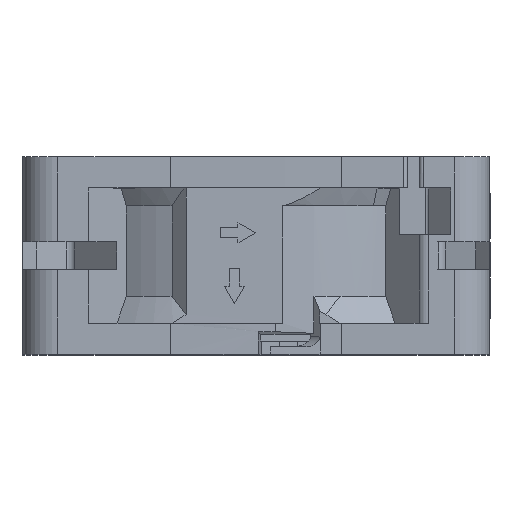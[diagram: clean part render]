
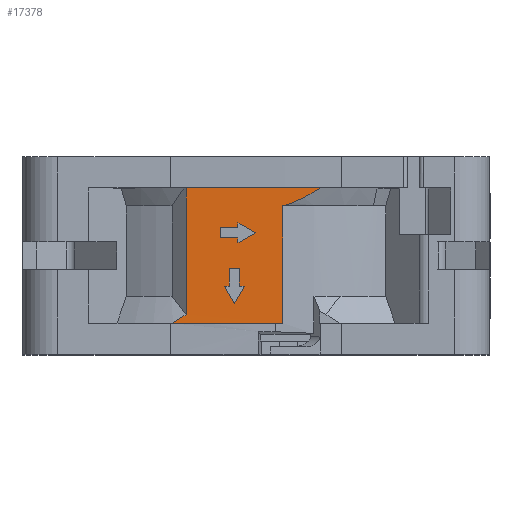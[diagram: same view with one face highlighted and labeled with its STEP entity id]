
A CAD part, top view. The second image highlights one B-rep face of the part: STEP entity #17378.
In plain terms, the highlighted planar face has unit normal (0, 0, 1).
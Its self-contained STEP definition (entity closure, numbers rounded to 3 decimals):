
#2287=DIRECTION('',(1.,0.,0.));
#2288=VECTOR('',#2287,14.182);
#2289=CARTESIAN_POINT('',(-10.715,4.,30.002));
#2290=LINE('',#2289,#2288);
#2301=CARTESIAN_POINT('',(8.274,21.4,30.));
#2302=CARTESIAN_POINT('',(7.739,21.043,30.));
#2303=CARTESIAN_POINT('',(6.672,20.395,30.));
#2304=CARTESIAN_POINT('',(5.085,19.628,30.));
#2305=CARTESIAN_POINT('',(4.01,19.246,30.));
#2306=CARTESIAN_POINT('',(3.47,19.09,30.));
#2308=CARTESIAN_POINT('',(-10.715,4.,30.002));
#2309=CARTESIAN_POINT('',(-10.536,4.126,30.002));
#2310=CARTESIAN_POINT('',(-10.172,4.379,29.999));
#2311=CARTESIAN_POINT('',(-9.604,4.754,30.));
#2312=CARTESIAN_POINT('',(-9.204,5.,30.));
#2313=CARTESIAN_POINT('',(-9.,5.123,30.));
#2315=DIRECTION('',(1.,0.,0.));
#2316=VECTOR('',#2315,17.274);
#2317=CARTESIAN_POINT('',(-9.,21.4,30.));
#2318=LINE('',#2317,#2316);
#2319=DIRECTION('',(-0.866,0.5,0.));
#2320=VECTOR('',#2319,2.557);
#2321=CARTESIAN_POINT('',(-0.102,15.626,30.));
#2322=LINE('',#2321,#2320);
#2323=DIRECTION('',(0.866,0.5,0.));
#2324=VECTOR('',#2323,2.557);
#2325=CARTESIAN_POINT('',(-2.317,14.347,30.));
#2326=LINE('',#2325,#2324);
#2327=DIRECTION('',(0.5,-0.866,0.));
#2328=VECTOR('',#2327,2.557);
#2329=CARTESIAN_POINT('',(-4.056,8.774,30.));
#2330=LINE('',#2329,#2328);
#2331=DIRECTION('',(0.5,0.866,0.));
#2332=VECTOR('',#2331,2.557);
#2333=CARTESIAN_POINT('',(-2.777,6.559,30.));
#2334=LINE('',#2333,#2332);
#2431=DIRECTION('',(0.,1.,0.));
#2432=VECTOR('',#2431,15.09);
#2433=CARTESIAN_POINT('',(3.467,4.,30.));
#2434=LINE('',#2433,#2432);
#2463=DIRECTION('',(0.,-1.,0.));
#2464=VECTOR('',#2463,16.277);
#2465=CARTESIAN_POINT('',(-9.,21.4,30.));
#2466=LINE('',#2465,#2464);
#2491=CARTESIAN_POINT('',(-9.,5.123,30.));
#6958=DIRECTION('',(0.,1.,0.));
#6959=VECTOR('',#6958,0.631);
#6960=CARTESIAN_POINT('',(-2.317,14.347,30.));
#6961=LINE('',#6960,#6959);
#6966=DIRECTION('',(-1.,0.,0.));
#6967=VECTOR('',#6966,2.266);
#6968=CARTESIAN_POINT('',(-2.317,14.978,30.));
#6969=LINE('',#6968,#6967);
#6974=DIRECTION('',(0.,1.,0.));
#6975=VECTOR('',#6974,1.296);
#6976=CARTESIAN_POINT('',(-4.583,14.978,30.));
#6977=LINE('',#6976,#6975);
#6982=DIRECTION('',(1.,0.,0.));
#6983=VECTOR('',#6982,2.266);
#6984=CARTESIAN_POINT('',(-4.583,16.274,30.));
#6985=LINE('',#6984,#6983);
#6990=DIRECTION('',(0.,1.,0.));
#6991=VECTOR('',#6990,0.631);
#6992=CARTESIAN_POINT('',(-2.317,16.274,30.));
#6993=LINE('',#6992,#6991);
#7026=DIRECTION('',(1.,0.,0.));
#7027=VECTOR('',#7026,0.631);
#7028=CARTESIAN_POINT('',(-4.056,8.774,30.));
#7029=LINE('',#7028,#7027);
#7034=DIRECTION('',(0.,1.,0.));
#7035=VECTOR('',#7034,2.266);
#7036=CARTESIAN_POINT('',(-3.425,8.774,30.));
#7037=LINE('',#7036,#7035);
#7042=DIRECTION('',(1.,0.,0.));
#7043=VECTOR('',#7042,1.296);
#7044=CARTESIAN_POINT('',(-3.425,11.04,30.));
#7045=LINE('',#7044,#7043);
#7050=DIRECTION('',(0.,-1.,0.));
#7051=VECTOR('',#7050,2.266);
#7052=CARTESIAN_POINT('',(-2.129,11.04,30.));
#7053=LINE('',#7052,#7051);
#7058=DIRECTION('',(1.,0.,0.));
#7059=VECTOR('',#7058,0.631);
#7060=CARTESIAN_POINT('',(-2.129,8.774,30.));
#7061=LINE('',#7060,#7059);
#11746=CARTESIAN_POINT('',(3.461,4.,30.001));
#11747=VERTEX_POINT('',#11746);
#11748=CARTESIAN_POINT('',(3.47,19.09,30.));
#11749=VERTEX_POINT('',#11748);
#12823=CARTESIAN_POINT('',(-10.715,4.,30.002));
#12824=VERTEX_POINT('',#12823);
#13196=VERTEX_POINT('',#2491);
#13199=CARTESIAN_POINT('',(-9.,21.4,30.));
#13200=VERTEX_POINT('',#13199);
#13202=VERTEX_POINT('',#2301);
#13203=CARTESIAN_POINT('',(-0.102,15.626,30.));
#13204=CARTESIAN_POINT('',(-2.317,16.905,30.));
#13205=VERTEX_POINT('',#13203);
#13206=VERTEX_POINT('',#13204);
#13207=CARTESIAN_POINT('',(-2.317,16.274,30.));
#13208=VERTEX_POINT('',#13207);
#13209=CARTESIAN_POINT('',(-4.583,16.274,30.));
#13210=VERTEX_POINT('',#13209);
#13211=CARTESIAN_POINT('',(-4.583,14.978,30.));
#13212=VERTEX_POINT('',#13211);
#13213=CARTESIAN_POINT('',(-2.317,14.978,30.));
#13214=VERTEX_POINT('',#13213);
#13215=CARTESIAN_POINT('',(-2.317,14.347,30.));
#13216=VERTEX_POINT('',#13215);
#13217=CARTESIAN_POINT('',(-4.056,8.774,30.));
#13218=CARTESIAN_POINT('',(-3.425,8.774,30.));
#13219=VERTEX_POINT('',#13217);
#13220=VERTEX_POINT('',#13218);
#13221=CARTESIAN_POINT('',(-2.777,6.559,30.));
#13222=VERTEX_POINT('',#13221);
#13223=CARTESIAN_POINT('',(-1.498,8.774,30.));
#13224=VERTEX_POINT('',#13223);
#13225=CARTESIAN_POINT('',(-2.129,8.774,30.));
#13226=VERTEX_POINT('',#13225);
#13227=CARTESIAN_POINT('',(-2.129,11.04,30.));
#13228=VERTEX_POINT('',#13227);
#13229=CARTESIAN_POINT('',(-3.425,11.04,30.));
#13230=VERTEX_POINT('',#13229);
#17328=CARTESIAN_POINT('',(30.,25.4,30.));
#17329=DIRECTION('',(0.,0.,-1.));
#17330=DIRECTION('',(-1.,0.,0.));
#17331=AXIS2_PLACEMENT_3D('',#17328,#17329,#17330);
#17332=PLANE('',#17331);
#17334=ORIENTED_EDGE('',*,*,#17333,.T.);
#17336=ORIENTED_EDGE('',*,*,#17335,.F.);
#17337=ORIENTED_EDGE('',*,*,#17320,.F.);
#17339=ORIENTED_EDGE('',*,*,#17338,.T.);
#17341=ORIENTED_EDGE('',*,*,#17340,.F.);
#17343=ORIENTED_EDGE('',*,*,#17342,.T.);
#17344=EDGE_LOOP('',(#17334,#17336,#17337,#17339,#17341,#17343));
#17345=FACE_OUTER_BOUND('',#17344,.F.);
#17347=ORIENTED_EDGE('',*,*,#17346,.T.);
#17349=ORIENTED_EDGE('',*,*,#17348,.F.);
#17351=ORIENTED_EDGE('',*,*,#17350,.F.);
#17353=ORIENTED_EDGE('',*,*,#17352,.F.);
#17355=ORIENTED_EDGE('',*,*,#17354,.F.);
#17357=ORIENTED_EDGE('',*,*,#17356,.F.);
#17359=ORIENTED_EDGE('',*,*,#17358,.T.);
#17360=EDGE_LOOP('',(#17347,#17349,#17351,#17353,#17355,#17357,#17359));
#17361=FACE_BOUND('',#17360,.F.);
#17363=ORIENTED_EDGE('',*,*,#17362,.F.);
#17365=ORIENTED_EDGE('',*,*,#17364,.T.);
#17367=ORIENTED_EDGE('',*,*,#17366,.T.);
#17369=ORIENTED_EDGE('',*,*,#17368,.F.);
#17371=ORIENTED_EDGE('',*,*,#17370,.F.);
#17373=ORIENTED_EDGE('',*,*,#17372,.F.);
#17375=ORIENTED_EDGE('',*,*,#17374,.F.);
#17376=EDGE_LOOP('',(#17363,#17365,#17367,#17369,#17371,#17373,#17375));
#17377=FACE_BOUND('',#17376,.F.);
#17378=ADVANCED_FACE('',(#17345,#17361,#17377),#17332,.F.);
#2307=B_SPLINE_CURVE_WITH_KNOTS('',3,(#2301,#2302,#2303,#2304,#2305,#2306),
.UNSPECIFIED.,.F.,.F.,(4,1,1,4),(0.,0.333,0.667,1.),
.UNSPECIFIED.);
#2314=B_SPLINE_CURVE_WITH_KNOTS('',3,(#2308,#2309,#2310,#2311,#2312,#2313),
.UNSPECIFIED.,.F.,.F.,(4,1,1,4),(0.,0.333,0.667,1.),
.UNSPECIFIED.);
#17320=EDGE_CURVE('',#12824,#11747,#2290,.T.);
#17333=EDGE_CURVE('',#13202,#11749,#2307,.T.);
#17335=EDGE_CURVE('',#11747,#11749,#2434,.T.);
#17338=EDGE_CURVE('',#12824,#13196,#2314,.T.);
#17340=EDGE_CURVE('',#13200,#13196,#2466,.T.);
#17342=EDGE_CURVE('',#13200,#13202,#2318,.T.);
#17346=EDGE_CURVE('',#13205,#13206,#2322,.T.);
#17348=EDGE_CURVE('',#13208,#13206,#6993,.T.);
#17350=EDGE_CURVE('',#13210,#13208,#6985,.T.);
#17352=EDGE_CURVE('',#13212,#13210,#6977,.T.);
#17354=EDGE_CURVE('',#13214,#13212,#6969,.T.);
#17356=EDGE_CURVE('',#13216,#13214,#6961,.T.);
#17358=EDGE_CURVE('',#13216,#13205,#2326,.T.);
#17362=EDGE_CURVE('',#13219,#13220,#7029,.T.);
#17364=EDGE_CURVE('',#13219,#13222,#2330,.T.);
#17366=EDGE_CURVE('',#13222,#13224,#2334,.T.);
#17368=EDGE_CURVE('',#13226,#13224,#7061,.T.);
#17370=EDGE_CURVE('',#13228,#13226,#7053,.T.);
#17372=EDGE_CURVE('',#13230,#13228,#7045,.T.);
#17374=EDGE_CURVE('',#13220,#13230,#7037,.T.);
